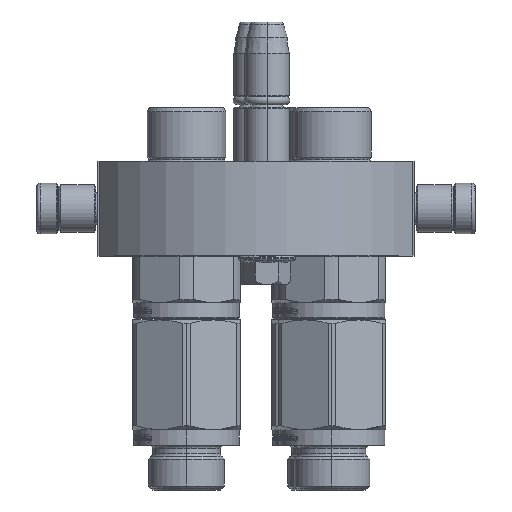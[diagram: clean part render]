
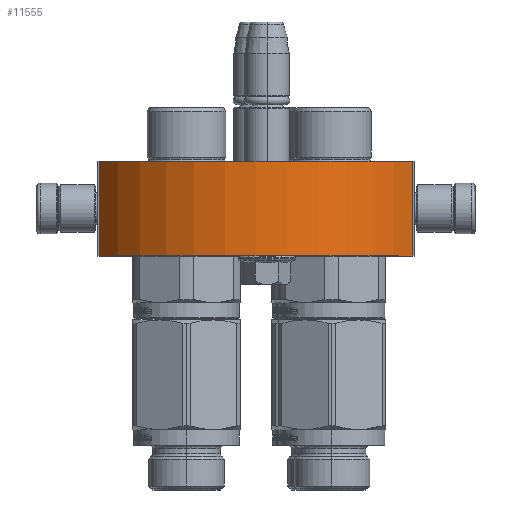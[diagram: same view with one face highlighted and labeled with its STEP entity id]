
A CAD part, left-side view. The second image highlights one B-rep face of the part: STEP entity #11555.
In plain terms, the highlighted cylindrical face has radius 57.25 mm (diameter 114.5 mm), a partial arc.
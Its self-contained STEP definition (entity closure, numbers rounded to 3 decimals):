
#1301 = DIRECTION ( 'NONE',  ( 0., 1., 0. ) ) ;
#2955 = CARTESIAN_POINT ( 'NONE',  ( -49.5, 30., -28.763 ) ) ;
#5050 = CARTESIAN_POINT ( 'NONE',  ( 49.5, 0., -28.763 ) ) ;
#8158 = ORIENTED_EDGE ( 'NONE', *, *, #35424, .F. ) ;
#11555 = ADVANCED_FACE ( 'NONE', ( #13444 ), #45324, .T. ) ;
#11910 = VECTOR ( 'NONE', #1301, 1000. ) ;
#12050 = LINE ( 'NONE', #5050, #32114 ) ;
#12163 = CIRCLE ( 'NONE', #40247, 57.25 ) ;
#13444 = FACE_OUTER_BOUND ( 'NONE', #40514, .T. ) ;
#13684 = ORIENTED_EDGE ( 'NONE', *, *, #30701, .T. ) ;
#21223 = VERTEX_POINT ( 'NONE', #21523 ) ;
#21523 = CARTESIAN_POINT ( 'NONE',  ( 49.5, 30., -28.763 ) ) ;
#22112 = CARTESIAN_POINT ( 'NONE',  ( 0., 0., 0. ) ) ;
#24325 = ORIENTED_EDGE ( 'NONE', *, *, #51205, .F. ) ;
#24869 = CARTESIAN_POINT ( 'NONE',  ( 49.5, 0., -28.763 ) ) ;
#25130 = ORIENTED_EDGE ( 'NONE', *, *, #34857, .T. ) ;
#26924 = DIRECTION ( 'NONE',  ( 1., 0., 0. ) ) ;
#27431 = VERTEX_POINT ( 'NONE', #24869 ) ;
#28355 = CARTESIAN_POINT ( 'NONE',  ( 0., 0., 0. ) ) ;
#30701 = EDGE_CURVE ( 'NONE', #43671, #49181, #37847, .T. ) ;
#30905 = DIRECTION ( 'NONE',  ( 0., -1., 0. ) ) ;
#32114 = VECTOR ( 'NONE', #32668, 1000. ) ;
#32668 = DIRECTION ( 'NONE',  ( 0., 1., 0. ) ) ;
#32937 = CARTESIAN_POINT ( 'NONE',  ( 0., 30., 0. ) ) ;
#33143 = DIRECTION ( 'NONE',  ( 0.865, 0., -0.502 ) ) ;
#34857 = EDGE_CURVE ( 'NONE', #27431, #43671, #12163, .T. ) ;
#35424 = EDGE_CURVE ( 'NONE', #27431, #21223, #12050, .T. ) ;
#36658 = CARTESIAN_POINT ( 'NONE',  ( -49.5, 0., -28.763 ) ) ;
#37847 = LINE ( 'NONE', #36658, #11910 ) ;
#40247 = AXIS2_PLACEMENT_3D ( 'NONE', #28355, #42003, #41800 ) ;
#40514 = EDGE_LOOP ( 'NONE', ( #24325, #8158, #25130, #13684 ) ) ;
#41800 = DIRECTION ( 'NONE',  ( 0.865, 0., -0.502 ) ) ;
#42003 = DIRECTION ( 'NONE',  ( 0., 1., 0. ) ) ;
#43671 = VERTEX_POINT ( 'NONE', #51524 ) ;
#45324 = CYLINDRICAL_SURFACE ( 'NONE', #55591, 57.25 ) ;
#49181 = VERTEX_POINT ( 'NONE', #2955 ) ;
#51205 = EDGE_CURVE ( 'NONE', #21223, #49181, #53580, .T. ) ;
#51524 = CARTESIAN_POINT ( 'NONE',  ( -49.5, 0., -28.763 ) ) ;
#52484 = DIRECTION ( 'NONE',  ( 0., 1., 0. ) ) ;
#53580 = CIRCLE ( 'NONE', #59893, 57.25 ) ;
#55591 = AXIS2_PLACEMENT_3D ( 'NONE', #22112, #30905, #26924 ) ;
#59893 = AXIS2_PLACEMENT_3D ( 'NONE', #32937, #52484, #33143 ) ;
